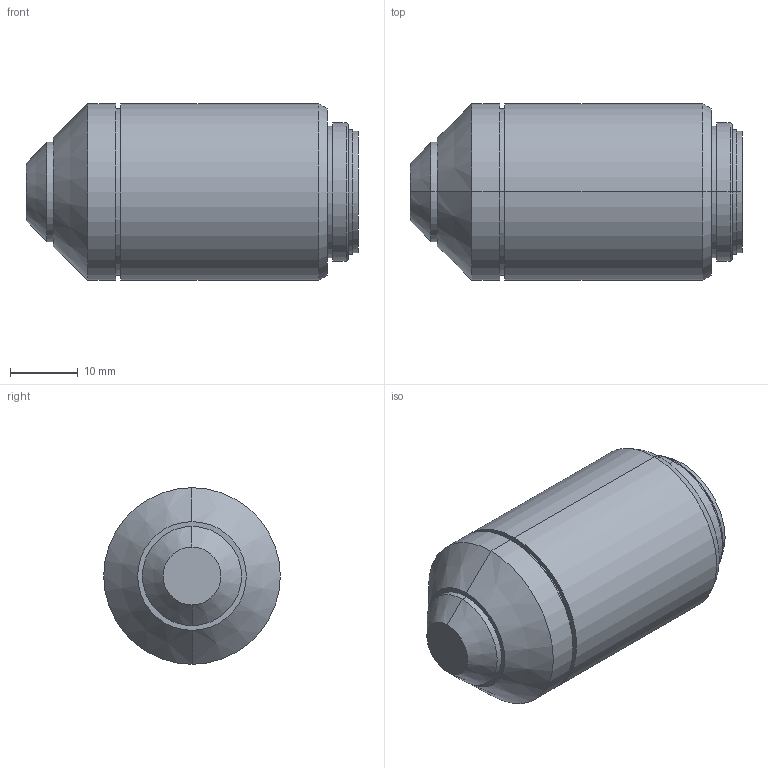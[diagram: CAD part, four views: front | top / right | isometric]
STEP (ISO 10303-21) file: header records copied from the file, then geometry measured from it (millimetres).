
FILE_DESCRIPTION (( 'STEP AP203' ), '1' );
FILE_NAME ('Web Model 86820_86820.step', '2018-11-15T18:58:08', ( '' ), ( '' ), 'SwSTEP 2.0', 'SolidWorks 2016', '' );
FILE_SCHEMA (( 'CONFIG_CONTROL_DESIGN' ));
Length unit declared in the file: millimetre
Products named in the file (1): Web Model 86820_86820
Bounding box: 48.88 x 26 x 26 mm (x, y, z)
Volume: 22280.1 mm3; surface area: 4571.2 mm2
Topology: 1 solids, 1 shells, 33 faces, 64 edges, 40 vertices
Faces by surface type: cylinder 16, plane 9, cone 8
Entity records: 931 total; most frequent: DIRECTION 172, CARTESIAN_POINT 138, ORIENTED_EDGE 128, AXIS2_PLACEMENT_3D 74, EDGE_CURVE 64, CIRCLE 40, VERTEX_POINT 40, EDGE_LOOP 40
